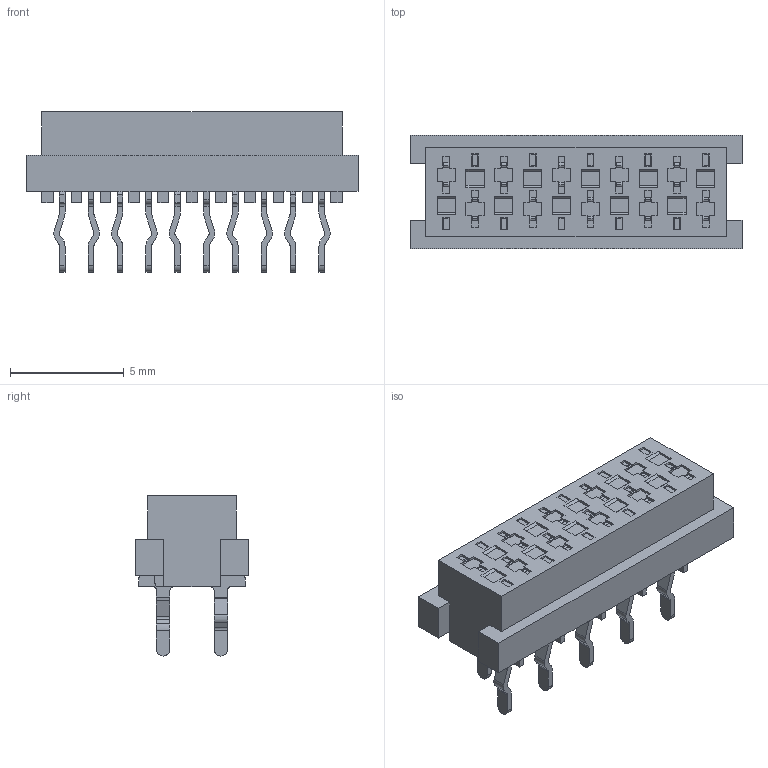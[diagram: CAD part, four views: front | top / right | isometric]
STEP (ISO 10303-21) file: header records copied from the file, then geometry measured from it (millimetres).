
FILE_DESCRIPTION( ('This file contains a STEP AP42 implementation' ,'as created by ZW3D STEP Interface translator.') ,'2;1' );
FILE_NAME( '3900-XXFSXXENX01.stp' ,'231211.16 452', (''), ('ZWCAD Software Co.'), 'Version 1.0', 'ZW3D to STEP translator', '' );
FILE_SCHEMA(('AUTOMOTIVE_DESIGN { 1 0 10303 214 1 1 1 1 }'));
Length unit declared in the file: millimetre
Products named in the file (2): 0; 3900-XXFSXXENX01
Bounding box: 14.62 x 5 x 7.05 mm (x, y, z)
Volume: 222.8 mm3; surface area: 422.8 mm2
Topology: 1 solids, 1 shells, 942 faces, 2696 edges, 1776 vertices
Faces by surface type: plane 742, cylinder 160, bspline 40
Entity records: 39022 total; most frequent: CARTESIAN_POINT 17755, ORIENTED_EDGE 5392, EDGE_CURVE 2696, DIRECTION 2366, B_SPLINE_CURVE_WITH_KNOTS 2136, VERTEX_POINT 1776, EDGE_LOOP 1022, FACE_OUTER_BOUND 942
